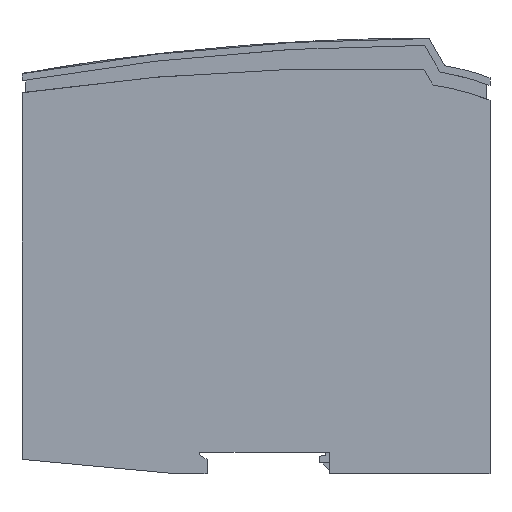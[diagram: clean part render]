
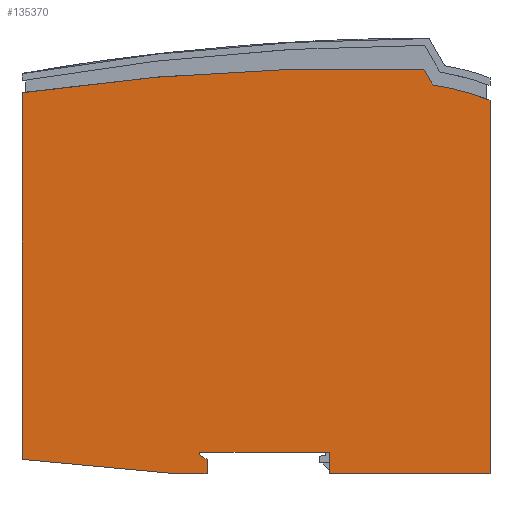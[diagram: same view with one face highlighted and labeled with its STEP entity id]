
A CAD part, left-side view. The second image highlights one B-rep face of the part: STEP entity #135370.
In plain terms, the highlighted face is planar.
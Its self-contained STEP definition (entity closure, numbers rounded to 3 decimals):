
#120=CARTESIAN_POINT('',(0.,80.6,-5.5));
#130=VERTEX_POINT('',#120);
#280=CARTESIAN_POINT('',(-0.675,80.6,-5.5));
#290=VERTEX_POINT('',#280);
#320=CARTESIAN_POINT('',(0.,80.6,-5.5));
#330=DIRECTION('',(1.,0.,0.));
#340=VECTOR('',#330,1.);
#350=LINE('',#320,#340);
#360=EDGE_CURVE('',#290,#130,#350,.T.);
#650=CARTESIAN_POINT('',(-2.075,78.6,
-5.5));
#660=VERTEX_POINT('',#650);
#690=CARTESIAN_POINT('',(-57.112,0.,-5.5));
#700=DIRECTION('',(-0.574,-0.819,0.));
#710=VECTOR('',#700,1.);
#720=LINE('',#690,#710);
#730=EDGE_CURVE('',#290,#660,#720,.T.);
#1240=CARTESIAN_POINT('',(0.,0.,-5.5));
#1250=DIRECTION('',(0.,1.,0.));
#1260=VECTOR('',#1250,1.);
#1270=LINE('',#1240,#1260);
#1280=CARTESIAN_POINT('',(0.,44.6,-5.5));
#1290=VERTEX_POINT('',#1280);
#1300=EDGE_CURVE('',#1290,#130,#1270,.T.);
#2630=CARTESIAN_POINT('',(-6.,78.6,
-5.5));
#2640=VERTEX_POINT('',#2630);
#2720=CARTESIAN_POINT('',(-6.,87.1,
-5.5));
#2730=VERTEX_POINT('',#2720);
#2760=CARTESIAN_POINT('',(-6.,0.,-5.5));
#2770=DIRECTION('',(0.,1.,0.));
#2780=VECTOR('',#2770,1.);
#2790=LINE('',#2760,#2780);
#2800=EDGE_CURVE('',#2640,#2730,#2790,.T.);
#2970=CARTESIAN_POINT('',(0.,78.6,-5.5));
#2980=DIRECTION('',(-1.,0.,0.));
#2990=VECTOR('',#2980,1.);
#3000=LINE('',#2970,#2990);
#3010=EDGE_CURVE('',#660,#2640,#3000,.T.);
#3600=CARTESIAN_POINT('',(-14.121,0.,-5.5));
#3610=DIRECTION('',(0.093,0.996,0.));
#3620=VECTOR('',#3610,1.);
#3630=LINE('',#3600,#3620);
#3640=CARTESIAN_POINT('',(-2.,130.,-5.5));
#3650=VERTEX_POINT('',#3640);
#3660=EDGE_CURVE('',#2730,#3650,#3630,.T.);
#18030=CARTESIAN_POINT('',(-6.,0.,-5.5));
#18040=VERTEX_POINT('',#18030);
#18070=CARTESIAN_POINT('',(0.,0.,-5.5));
#18080=DIRECTION('',(-1.,0.,0.));
#18090=VECTOR('',#18080,1.);
#18100=LINE('',#18070,#18090);
#18110=CARTESIAN_POINT('',(97.741,0.,-5.5));
#18120=VERTEX_POINT('',#18110);
#18130=EDGE_CURVE('',#18120,#18040,#18100,.T.);
#27020=CARTESIAN_POINT('',(0.,44.6,-5.5));
#27030=DIRECTION('',(1.,0.,0.));
#27040=VECTOR('',#27030,1.);
#27050=LINE('',#27020,#27040);
#27060=CARTESIAN_POINT('',(-6.,44.6,-5.5));
#27070=VERTEX_POINT('',#27060);
#27080=EDGE_CURVE('',#27070,#1290,#27050,.T.);
#31380=CARTESIAN_POINT('',(-6.,0.,-5.5));
#31390=DIRECTION('',(0.,1.,0.));
#31400=VECTOR('',#31390,1.);
#31410=LINE('',#31380,#31400);
#31420=EDGE_CURVE('',#18040,#27070,#31410,.T.);
#92010=CARTESIAN_POINT('',(99.854,130.,-5.5));
#92020=VERTEX_POINT('',#92010);
#92050=CARTESIAN_POINT('',(0.,130.,-5.5));
#92060=DIRECTION('',(1.,0.,0.));
#92070=VECTOR('',#92060,1.);
#92080=LINE('',#92050,#92070);
#92090=EDGE_CURVE('',#3650,#92020,#92080,.T.);
#132360=CARTESIAN_POINT('',(106.39,18.37,
-5.5));
#132370=VERTEX_POINT('',#132360);
#132400=CARTESIAN_POINT('',(-549.,36.,
-5.5));
#132410=DIRECTION('',(0.,0.,1.));
#132420=DIRECTION('',(1.,0.,0.));
#132430=AXIS2_PLACEMENT_3D('',#132400,#132410,#132420);
#132440=CIRCLE('',#132430,655.627);
#132450=EDGE_CURVE('',#132370,#92020,#132440,.T.);
#133910=CARTESIAN_POINT('',(33.52,25.64,
-5.5));
#133920=DIRECTION('',(0.,0.,1.));
#133930=DIRECTION('',(1.,0.,0.));
#133940=AXIS2_PLACEMENT_3D('',#133910,#133920,#133930);
#133950=CIRCLE('',#133940,69.15);
#133960=CARTESIAN_POINT('',(101.97,15.826,
-5.5));
#133970=VERTEX_POINT('',#133960);
#133980=EDGE_CURVE('',#18120,#133970,#133950,.T.);
#135000=CARTESIAN_POINT('',(0.,-42.872,-5.5));
#135010=DIRECTION('',(-0.867,-0.499,0.));
#135020=VECTOR('',#135010,1.);
#135030=LINE('',#135000,#135020);
#135040=EDGE_CURVE('',#132370,#133970,#135030,.T.);
#135170=CARTESIAN_POINT('',(48.245,133.27,-5.5
));
#135180=DIRECTION('',(0.,0.,1.));
#135190=DIRECTION('',(1.,0.,0.));
#135200=AXIS2_PLACEMENT_3D('',#135170,#135180,#135190);
#135210=PLANE('',#135200);
#135220=ORIENTED_EDGE('',*,*,#132450,.T.);
#135230=ORIENTED_EDGE('',*,*,#135040,.F.);
#135240=ORIENTED_EDGE('',*,*,#133980,.T.);
#135250=ORIENTED_EDGE('',*,*,#18130,.F.);
#135260=ORIENTED_EDGE('',*,*,#31420,.F.);
#135270=ORIENTED_EDGE('',*,*,#27080,.F.);
#135280=ORIENTED_EDGE('',*,*,#1300,.F.);
#135290=ORIENTED_EDGE('',*,*,#360,.T.);
#135300=ORIENTED_EDGE('',*,*,#730,.F.);
#135310=ORIENTED_EDGE('',*,*,#3010,.F.);
#135320=ORIENTED_EDGE('',*,*,#2800,.F.);
#135330=ORIENTED_EDGE('',*,*,#3660,.F.);
#135340=ORIENTED_EDGE('',*,*,#92090,.F.);
#135350=EDGE_LOOP('',(#135340,#135330,#135320,#135310,#135300,#135290,
#135280,#135270,#135260,#135250,#135240,#135230,#135220));
#135360=FACE_OUTER_BOUND('',#135350,.T.);
#135370=ADVANCED_FACE('',(#135360),#135210,.T.);
